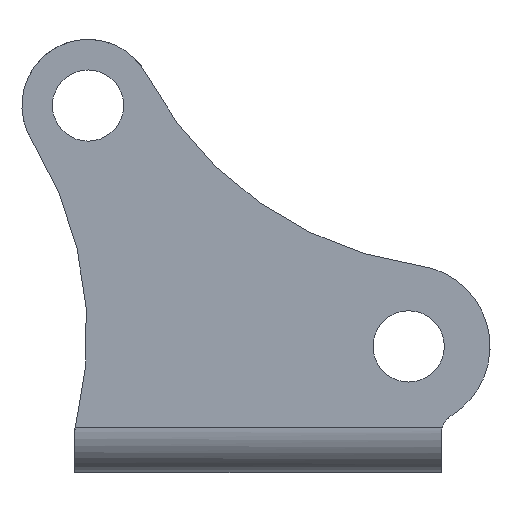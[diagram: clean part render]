
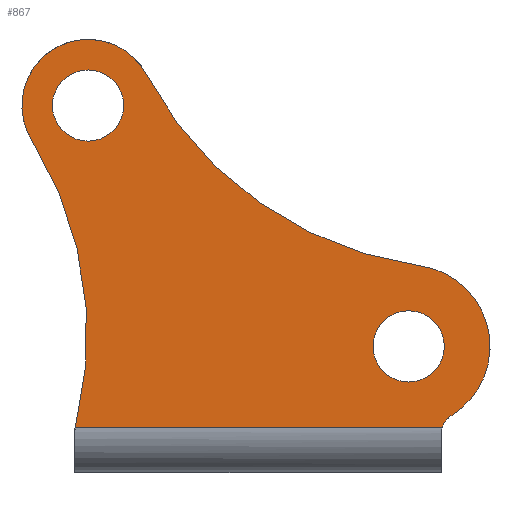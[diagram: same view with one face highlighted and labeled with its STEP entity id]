
A CAD part, left-side view. The second image highlights one B-rep face of the part: STEP entity #867.
In plain terms, the highlighted planar face has unit normal (-1, 0, 0).
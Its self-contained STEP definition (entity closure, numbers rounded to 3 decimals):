
#10 = AXIS2_PLACEMENT_3D ( 'NONE', #337, #245, #762 ) ;
#18 = EDGE_CURVE ( 'NONE', #870, #874, #897, .T. ) ;
#51 = DIRECTION ( 'NONE',  ( 0., -1., 0. ) ) ;
#66 = CARTESIAN_POINT ( 'NONE',  ( -37., -0.48, 0.783 ) ) ;
#80 = AXIS2_PLACEMENT_3D ( 'NONE', #1351, #402, #282 ) ;
#82 = ORIENTED_EDGE ( 'NONE', *, *, #166, .F. ) ;
#108 = ORIENTED_EDGE ( 'NONE', *, *, #344, .T. ) ;
#119 = ORIENTED_EDGE ( 'NONE', *, *, #922, .T. ) ;
#127 = DIRECTION ( 'NONE',  ( 0., 0., 1. ) ) ;
#137 = DIRECTION ( 'NONE',  ( -1., 0., 0. ) ) ;
#166 = EDGE_CURVE ( 'NONE', #725, #1270, #1228, .T. ) ;
#176 = VERTEX_POINT ( 'NONE', #1253 ) ;
#191 = CARTESIAN_POINT ( 'NONE',  ( -37., 1.6, 4.2 ) ) ;
#198 = VECTOR ( 'NONE', #51, 1000. ) ;
#229 = EDGE_LOOP ( 'NONE', ( #808, #1023 ) ) ;
#245 = DIRECTION ( 'NONE',  ( 1., 0., 0. ) ) ;
#252 = AXIS2_PLACEMENT_3D ( 'NONE', #998, #880, #127 ) ;
#266 = AXIS2_PLACEMENT_3D ( 'NONE', #663, #137, #560 ) ;
#272 = EDGE_CURVE ( 'NONE', #1298, #725, #392, .T. ) ;
#280 = DIRECTION ( 'NONE',  ( 0., 0., 1. ) ) ;
#282 = DIRECTION ( 'NONE',  ( 0., 0., 1. ) ) ;
#331 = CARTESIAN_POINT ( 'NONE',  ( -37., -1.422, 25.991 ) ) ;
#337 = CARTESIAN_POINT ( 'NONE',  ( -37., 17.35, 16.033 ) ) ;
#344 = EDGE_CURVE ( 'NONE', #973, #176, #968, .T. ) ;
#381 = DIRECTION ( 'NONE',  ( -1., 0., 0. ) ) ;
#392 = CIRCLE ( 'NONE', #252, 3.25 ) ;
#394 = CARTESIAN_POINT ( 'NONE',  ( -37., 20.6, 20. ) ) ;
#402 = DIRECTION ( 'NONE',  ( 1., 0., 0. ) ) ;
#423 = EDGE_LOOP ( 'NONE', ( #119, #108 ) ) ;
#467 = CARTESIAN_POINT ( 'NONE',  ( -37., 1.6, 4.2 ) ) ;
#475 = CARTESIAN_POINT ( 'NONE',  ( -37., 1.05, 8.162 ) ) ;
#485 = LINE ( 'NONE', #1210, #198 ) ;
#518 = CARTESIAN_POINT ( 'NONE',  ( -37., 17.988, 0.2 ) ) ;
#541 = ORIENTED_EDGE ( 'NONE', *, *, #1335, .T. ) ;
#560 = DIRECTION ( 'NONE',  ( 0., 0., 1. ) ) ;
#564 = ORIENTED_EDGE ( 'NONE', *, *, #665, .F. ) ;
#567 = CARTESIAN_POINT ( 'NONE',  ( -37., 14.479, 17.556 ) ) ;
#600 = DIRECTION ( 'NONE',  ( 1., 0., 0. ) ) ;
#606 = FACE_BOUND ( 'NONE', #423, .T. ) ;
#619 = AXIS2_PLACEMENT_3D ( 'NONE', #191, #635, #954 ) ;
#622 = VERTEX_POINT ( 'NONE', #518 ) ;
#633 = AXIS2_PLACEMENT_3D ( 'NONE', #331, #642, #637 ) ;
#634 = AXIS2_PLACEMENT_3D ( 'NONE', #773, #647, #1190 ) ;
#635 = DIRECTION ( 'NONE',  ( 1., 0., 0. ) ) ;
#637 = DIRECTION ( 'NONE',  ( 0., 0., -1. ) ) ;
#642 = DIRECTION ( 'NONE',  ( -1., 0., 0. ) ) ;
#647 = DIRECTION ( 'NONE',  ( -1., 0., 0. ) ) ;
#663 = CARTESIAN_POINT ( 'NONE',  ( -37., 16.5, 0.008 ) ) ;
#665 = EDGE_CURVE ( 'NONE', #689, #1298, #1230, .T. ) ;
#689 = VERTEX_POINT ( 'NONE', #1296 ) ;
#705 = ORIENTED_EDGE ( 'NONE', *, *, #836, .T. ) ;
#706 = CARTESIAN_POINT ( 'NONE',  ( -37., 1.6, 2.45 ) ) ;
#712 = DIRECTION ( 'NONE',  ( 0., 0., 1. ) ) ;
#725 = VERTEX_POINT ( 'NONE', #567 ) ;
#735 = AXIS2_PLACEMENT_3D ( 'NONE', #394, #381, #280 ) ;
#762 = DIRECTION ( 'NONE',  ( 0., 0., 1. ) ) ;
#773 = CARTESIAN_POINT ( 'NONE',  ( -37., 35.398, 4.816 ) ) ;
#779 = CIRCLE ( 'NONE', #1305, 1.75 ) ;
#786 = DIRECTION ( 'NONE',  ( 1., 0., 0. ) ) ;
#796 = CARTESIAN_POINT ( 'NONE',  ( -37., -1., -0.071 ) ) ;
#803 = AXIS2_PLACEMENT_3D ( 'NONE', #796, #786, #1103 ) ;
#808 = ORIENTED_EDGE ( 'NONE', *, *, #18, .T. ) ;
#833 = CARTESIAN_POINT ( 'NONE',  ( -37., 20.11, 14.318 ) ) ;
#836 = EDGE_CURVE ( 'NONE', #689, #622, #1109, .T. ) ;
#855 = ORIENTED_EDGE ( 'NONE', *, *, #272, .F. ) ;
#862 = CIRCLE ( 'NONE', #1082, 1.75 ) ;
#867 = ADVANCED_FACE ( 'NONE', ( #606, #1004, #1229 ), #1135, .T. ) ;
#870 = VERTEX_POINT ( 'NONE', #706 ) ;
#874 = VERTEX_POINT ( 'NONE', #1026 ) ;
#880 = DIRECTION ( 'NONE',  ( 1., 0., 0. ) ) ;
#882 = ORIENTED_EDGE ( 'NONE', *, *, #981, .F. ) ;
#897 = CIRCLE ( 'NONE', #80, 1.75 ) ;
#898 = CARTESIAN_POINT ( 'NONE',  ( -37., 17.35, 16.033 ) ) ;
#909 = EDGE_CURVE ( 'NONE', #622, #1293, #485, .T. ) ;
#920 = VERTEX_POINT ( 'NONE', #66 ) ;
#922 = EDGE_CURVE ( 'NONE', #176, #973, #862, .T. ) ;
#954 = DIRECTION ( 'NONE',  ( 0., 0., 1. ) ) ;
#968 = CIRCLE ( 'NONE', #10, 1.75 ) ;
#973 = VERTEX_POINT ( 'NONE', #1372 ) ;
#981 = EDGE_CURVE ( 'NONE', #1270, #920, #1151, .T. ) ;
#996 = DIRECTION ( 'NONE',  ( 0., 0., 1. ) ) ;
#998 = CARTESIAN_POINT ( 'NONE',  ( -37., 17.35, 16.033 ) ) ;
#1002 = CARTESIAN_POINT ( 'NONE',  ( -37., -0.037, 0.2 ) ) ;
#1004 = FACE_BOUND ( 'NONE', #229, .T. ) ;
#1011 = DIRECTION ( 'NONE',  ( 1., 0., 0. ) ) ;
#1023 = ORIENTED_EDGE ( 'NONE', *, *, #1295, .T. ) ;
#1026 = CARTESIAN_POINT ( 'NONE',  ( -37., 1.6, 5.95 ) ) ;
#1082 = AXIS2_PLACEMENT_3D ( 'NONE', #898, #600, #712 ) ;
#1087 = CIRCLE ( 'NONE', #803, 1. ) ;
#1103 = DIRECTION ( 'NONE',  ( 0., 0., 1. ) ) ;
#1109 = CIRCLE ( 'NONE', #266, 1.5 ) ;
#1135 = PLANE ( 'NONE',  #735 ) ;
#1151 = CIRCLE ( 'NONE', #619, 4. ) ;
#1190 = DIRECTION ( 'NONE',  ( 0., 0., 1. ) ) ;
#1210 = CARTESIAN_POINT ( 'NONE',  ( -37., 20.6, 0.2 ) ) ;
#1228 = CIRCLE ( 'NONE', #633, 18. ) ;
#1229 = FACE_OUTER_BOUND ( 'NONE', #1265, .T. ) ;
#1230 = CIRCLE ( 'NONE', #634, 18. ) ;
#1253 = CARTESIAN_POINT ( 'NONE',  ( -37., 17.35, 14.283 ) ) ;
#1265 = EDGE_LOOP ( 'NONE', ( #564, #705, #1377, #541, #882, #82, #855 ) ) ;
#1270 = VERTEX_POINT ( 'NONE', #475 ) ;
#1293 = VERTEX_POINT ( 'NONE', #1002 ) ;
#1295 = EDGE_CURVE ( 'NONE', #874, #870, #779, .T. ) ;
#1296 = CARTESIAN_POINT ( 'NONE',  ( -37., 17.954, 0.378 ) ) ;
#1298 = VERTEX_POINT ( 'NONE', #833 ) ;
#1305 = AXIS2_PLACEMENT_3D ( 'NONE', #467, #1011, #996 ) ;
#1335 = EDGE_CURVE ( 'NONE', #1293, #920, #1087, .T. ) ;
#1351 = CARTESIAN_POINT ( 'NONE',  ( -37., 1.6, 4.2 ) ) ;
#1372 = CARTESIAN_POINT ( 'NONE',  ( -37., 17.35, 17.783 ) ) ;
#1377 = ORIENTED_EDGE ( 'NONE', *, *, #909, .T. ) ;
